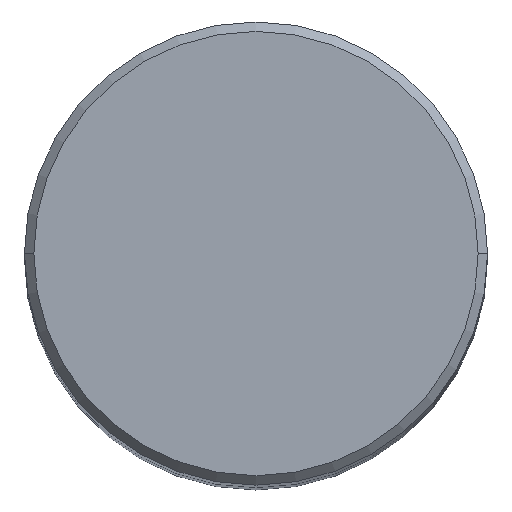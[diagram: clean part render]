
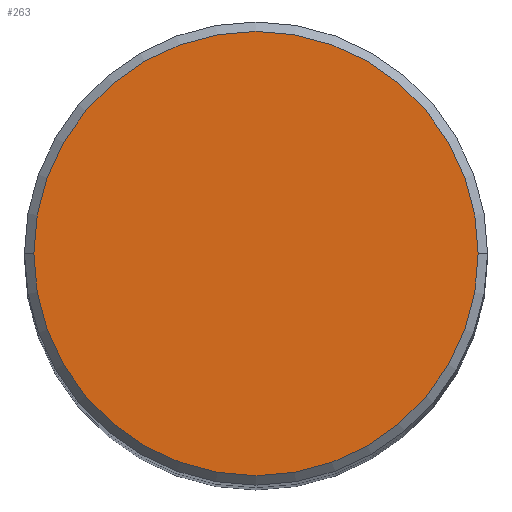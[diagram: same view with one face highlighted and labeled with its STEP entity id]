
A CAD part, top view. The second image highlights one B-rep face of the part: STEP entity #263.
In plain terms, the highlighted planar face has unit normal (0, 0, 1).
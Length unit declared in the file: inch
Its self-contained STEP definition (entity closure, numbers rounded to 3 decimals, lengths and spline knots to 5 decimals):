
#75 = VERTEX_POINT ( 'NONE', #240 ) ;
#89 = DIRECTION ( 'NONE',  ( 1., 0., 0. ) ) ;
#91 = FACE_OUTER_BOUND ( 'NONE', #229, .T. ) ;
#111 = VERTEX_POINT ( 'NONE', #248 ) ;
#115 = DIRECTION ( 'NONE',  ( 0., 0., -1. ) ) ;
#144 = AXIS2_PLACEMENT_3D ( 'NONE', #198, #344, #89 ) ;
#180 = AXIS2_PLACEMENT_3D ( 'NONE', #266, #115, #235 ) ;
#182 = AXIS2_PLACEMENT_3D ( 'NONE', #230, #195, #340 ) ;
#195 = DIRECTION ( 'NONE',  ( 0., 0., 1. ) ) ;
#198 = CARTESIAN_POINT ( 'NONE',  ( 0., 0., 0. ) ) ;
#207 = PLANE ( 'NONE',  #180 ) ;
#229 = EDGE_LOOP ( 'NONE', ( #275, #286 ) ) ;
#230 = CARTESIAN_POINT ( 'NONE',  ( 0., 0., 0. ) ) ;
#235 = DIRECTION ( 'NONE',  ( -1., 0., 0. ) ) ;
#240 = CARTESIAN_POINT ( 'NONE',  ( 0.47215, 0., 0. ) ) ;
#246 = EDGE_CURVE ( 'NONE', #111, #75, #299, .T. ) ;
#248 = CARTESIAN_POINT ( 'NONE',  ( -0.47215, 0., 0. ) ) ;
#263 = ADVANCED_FACE ( 'NONE', ( #91 ), #207, .F. ) ;
#266 = CARTESIAN_POINT ( 'NONE',  ( 0., 0.47215, 0. ) ) ;
#275 = ORIENTED_EDGE ( 'NONE', *, *, #246, .T. ) ;
#286 = ORIENTED_EDGE ( 'NONE', *, *, #333, .T. ) ;
#299 = CIRCLE ( 'NONE', #144, 0.47215 ) ;
#315 = CIRCLE ( 'NONE', #182, 0.47215 ) ;
#333 = EDGE_CURVE ( 'NONE', #75, #111, #315, .T. ) ;
#340 = DIRECTION ( 'NONE',  ( 1., 0., 0. ) ) ;
#344 = DIRECTION ( 'NONE',  ( 0., 0., 1. ) ) ;
